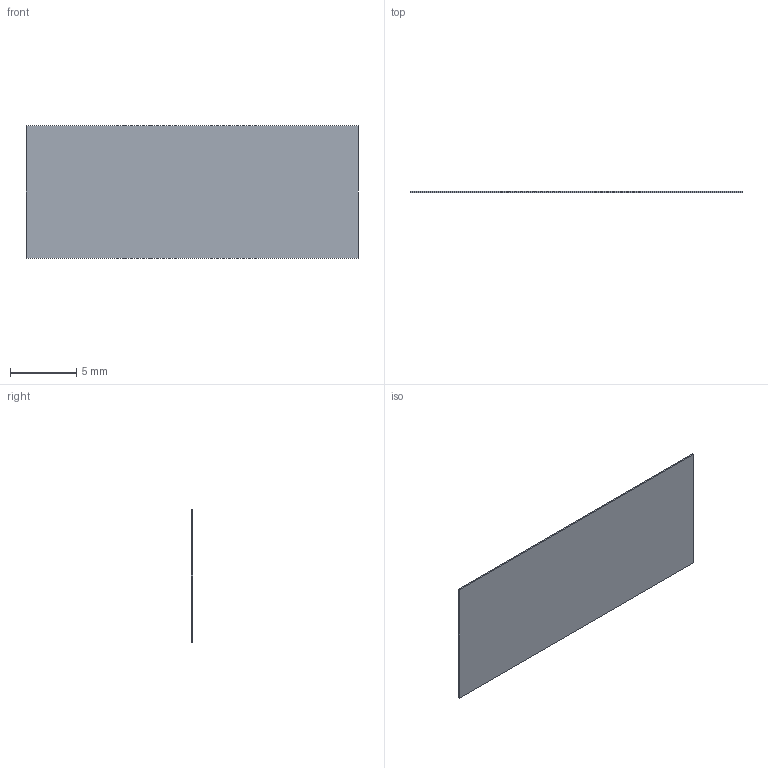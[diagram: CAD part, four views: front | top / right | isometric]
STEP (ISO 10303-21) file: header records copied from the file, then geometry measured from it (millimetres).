
FILE_DESCRIPTION (( 'STEP AP203' ), '1' );
FILE_NAME ('1768-A.step', '2017-10-17T13:22:27', ( '' ), ( '' ), 'SwSTEP 2.0', 'SolidWorks 2016', '' );
FILE_SCHEMA (( 'CONFIG_CONTROL_DESIGN' ));
Length unit declared in the file: millimetre
Products named in the file (1): 1768-A
Bounding box: 25 x 0.1 x 10 mm (x, y, z)
Volume: 25 mm3; surface area: 507.1 mm2
Topology: 1 solids, 1 shells, 24 faces, 101 edges, 97 vertices
Faces by surface type: plane 24
Entity records: 1316 total; most frequent: CARTESIAN_POINT 421, ORIENTED_EDGE 202, DIRECTION 103, EDGE_CURVE 101, VERTEX_POINT 97, LINE 53, VECTOR 53, B_SPLINE_CURVE_WITH_KNOTS 48
